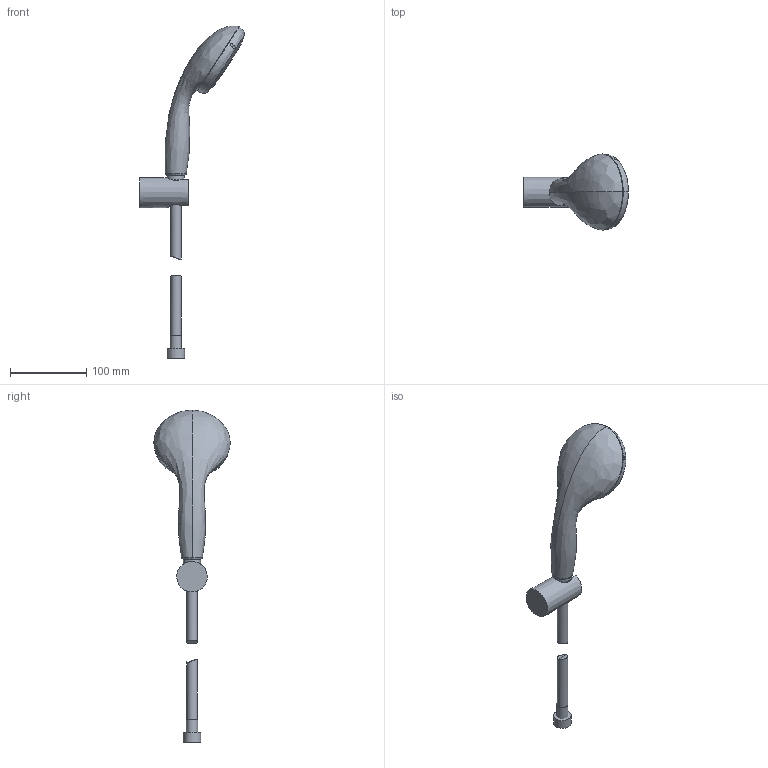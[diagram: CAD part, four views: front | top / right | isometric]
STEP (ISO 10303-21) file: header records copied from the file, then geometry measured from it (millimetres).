
FILE_DESCRIPTION(/* description */ ('Unknown'),/* implementation_level */ '2;1');
FILE_NAME(/* name */ '2780300E',/* time_stamp */ '2022-09-09T05:23:14+02:00',/* author */ ('Unknown'),/* organization */ ('GROHE AG'),/* preprocessor_version */ 'ST-DEVELOPER v16.7',/* originating_system */ 'DEX',/* authorisation */ $);
FILE_SCHEMA (('AUTOMOTIVE_DESIGN {1 0 10303 214 3 1 1}'));
Length unit declared in the file: millimetre
Products named in the file (7): 2780300E; 2780300E_0; Housing; id112; DF_REVOL; trim_sur
Assembly tree (6 placements, depth 2):
  2780300E
    2780300E
    2780300E_0
    Housing
    id112
    DF_REVOL
    trim_sur
Bounding box: 137.47 x 100.03 x 435.29 mm (x, y, z)
Volume: 318734 mm3; surface area: 74793.6 mm2
Topology: 3 solids, 9 shells, 51 faces, 105 edges, 70 vertices
Faces by surface type: bspline 20, plane 13, cylinder 12, cone 5, torus 1
Full cylindrical faces by diameter (mm): 13.8 x2, 14.7 x2, 19.9 x1, 22.6 x1, 23 x1, 89.4 x1
Entity records: 3487 total; most frequent: CARTESIAN_POINT 2437, ORIENTED_EDGE 152, DIRECTION 124, EDGE_CURVE 80, FACE_BOUND 76, EDGE_LOOP 75, VERTEX_POINT 65, AXIS2_PLACEMENT_3D 60
